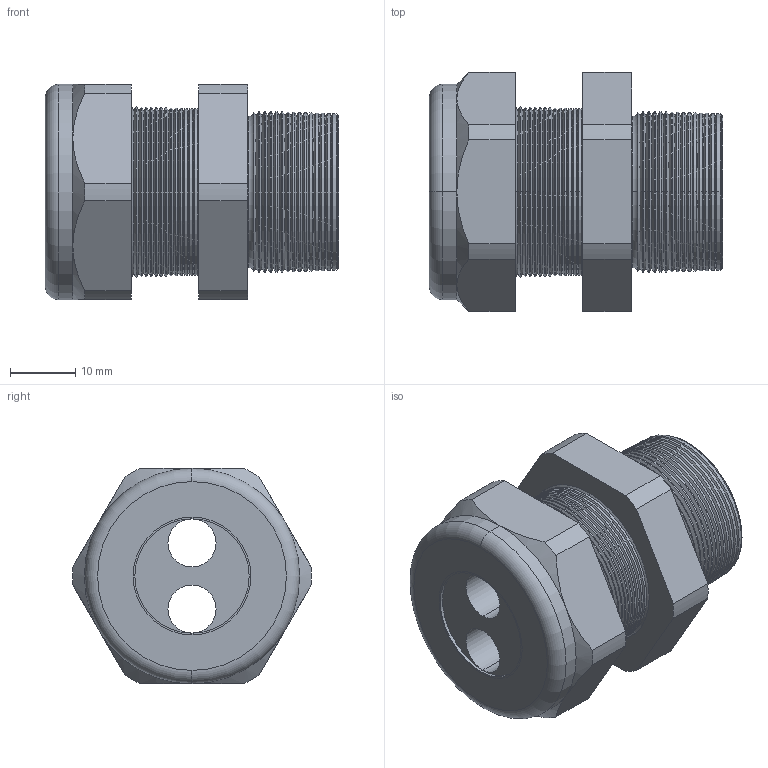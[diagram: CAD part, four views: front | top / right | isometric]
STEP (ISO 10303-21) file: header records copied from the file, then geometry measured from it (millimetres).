
FILE_DESCRIPTION (( 'STEP AP203' ), '1' );
FILE_NAME ('CD21N9-GY.STEP', '2008-11-17T10:57:44', ( 'bay06' ), ( '' ), 'SwSTEP 2.0', 'SolidWorks 2007', '' );
FILE_SCHEMA (( 'CONFIG_CONTROL_DESIGN' ));
Length unit declared in the file: inch
Products named in the file (1): CD21N9-GY
Bounding box: 44.96 x 36.64 x 33.02 mm (x, y, z)
Volume: 20425.4 mm3; surface area: 11404.1 mm2
Topology: 2 solids, 2 shells, 232 faces, 486 edges, 262 vertices
Faces by surface type: cone 182, cylinder 24, plane 20, torus 6
Entity records: 6199 total; most frequent: DIRECTION 1184, CARTESIAN_POINT 1069, ORIENTED_EDGE 972, EDGE_CURVE 486, AXIS2_PLACEMENT_3D 477, VERTEX_POINT 262, CIRCLE 244, EDGE_LOOP 242
